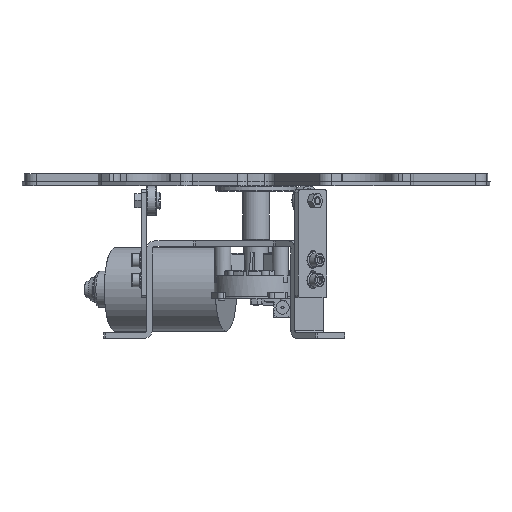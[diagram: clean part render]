
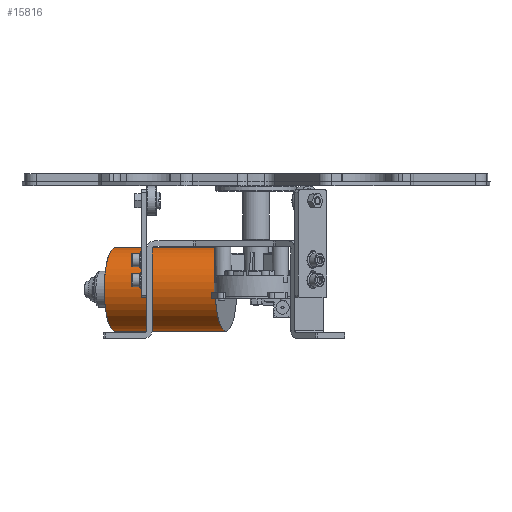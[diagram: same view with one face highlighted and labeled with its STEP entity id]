
A CAD part, front view. The second image highlights one B-rep face of the part: STEP entity #15816.
In plain terms, the highlighted cylindrical face has radius 31 mm (diameter 62 mm), a full revolution.
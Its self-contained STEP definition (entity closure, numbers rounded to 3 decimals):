
#602=CYLINDRICAL_SURFACE('',#17403,31.);
#1412=CIRCLE('',#17404,31.);
#1413=CIRCLE('',#17405,31.);
#1414=CIRCLE('',#17406,31.);
#2289=FACE_OUTER_BOUND('',#3275,.T.);
#3275=EDGE_LOOP('',(#12947,#12948,#12949,#12950,#12951));
#4540=LINE('',#28494,#5885);
#5885=VECTOR('',#21002,31.);
#7290=VERTEX_POINT('',#28490);
#7291=VERTEX_POINT('',#28491);
#7292=VERTEX_POINT('',#28493);
#9269=EDGE_CURVE('',#7290,#7291,#1412,.T.);
#9270=EDGE_CURVE('',#7291,#7292,#4540,.T.);
#9271=EDGE_CURVE('',#7292,#7292,#1413,.T.);
#9272=EDGE_CURVE('',#7291,#7290,#1414,.T.);
#12947=ORIENTED_EDGE('',*,*,#9269,.T.);
#12948=ORIENTED_EDGE('',*,*,#9270,.T.);
#12949=ORIENTED_EDGE('',*,*,#9271,.T.);
#12950=ORIENTED_EDGE('',*,*,#9270,.F.);
#12951=ORIENTED_EDGE('',*,*,#9272,.T.);
#15816=ADVANCED_FACE('',(#2289),#602,.T.);
#17403=AXIS2_PLACEMENT_3D('',#28489,#20998,#20999);
#17404=AXIS2_PLACEMENT_3D('',#28492,#21000,#21001);
#17405=AXIS2_PLACEMENT_3D('',#28495,#21003,#21004);
#17406=AXIS2_PLACEMENT_3D('',#28496,#21005,#21006);
#20998=DIRECTION('center_axis',(0.,0.,1.));
#20999=DIRECTION('ref_axis',(1.,0.,0.));
#21000=DIRECTION('center_axis',(0.,0.,-1.));
#21001=DIRECTION('ref_axis',(-1.,0.,0.));
#21002=DIRECTION('',(0.,0.,-1.));
#21003=DIRECTION('center_axis',(0.,0.,1.));
#21004=DIRECTION('ref_axis',(1.,0.,0.));
#21005=DIRECTION('center_axis',(0.,0.,-1.));
#21006=DIRECTION('ref_axis',(-1.,0.,0.));
#28489=CARTESIAN_POINT('Origin',(-0.03,-6.97,
0.));
#28490=CARTESIAN_POINT('',(30.97,-6.97,86.9));
#28491=CARTESIAN_POINT('',(-31.03,-6.97,86.9));
#28492=CARTESIAN_POINT('Origin',(-0.03,-6.97,86.9));
#28493=CARTESIAN_POINT('',(-31.03,-6.97,1.716));
#28494=CARTESIAN_POINT('',(-31.03,-6.97,0.));
#28495=CARTESIAN_POINT('Origin',(-0.03,-6.97,1.716));
#28496=CARTESIAN_POINT('Origin',(-0.03,-6.97,86.9));
